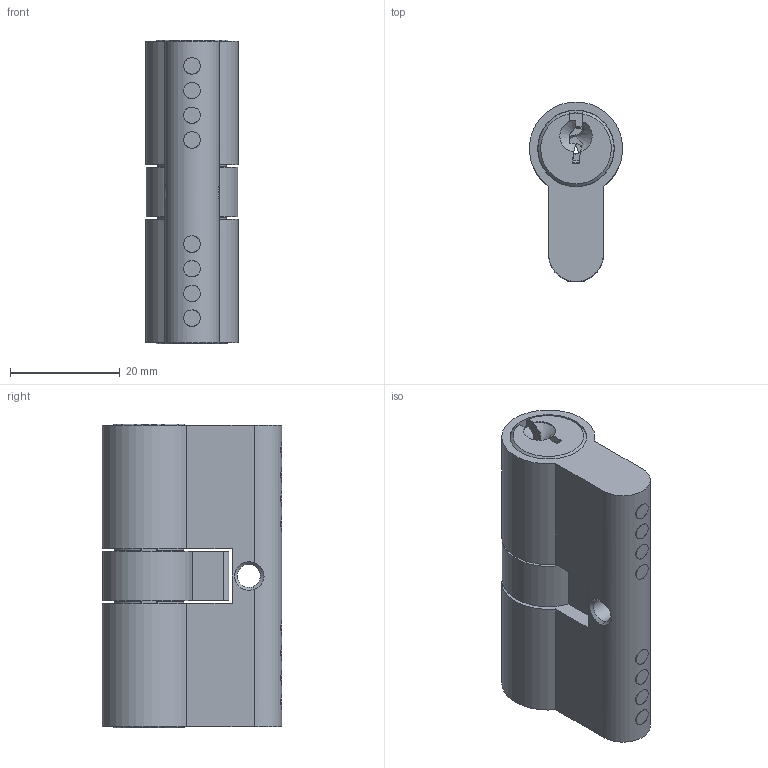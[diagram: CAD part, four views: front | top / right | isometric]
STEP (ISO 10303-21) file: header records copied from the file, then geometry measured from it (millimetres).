
FILE_DESCRIPTION (( 'STEP AP203' ), '1' );
FILE_NAME ('8595-55.step', '2019-11-29T07:57:28', ( '' ), ( '' ), 'SwSTEP 2.0', 'SolidWorks 2015', '' );
FILE_SCHEMA (( 'CONFIG_CONTROL_DESIGN' ));
Length unit declared in the file: millimetre
Products named in the file (23): 8590-XX Teil3; 8590-XX Teil6; 8590-XX Teil6_8590-XX Teil6; 8590-XX Teil4; 8590-XX Teil4_8590-XX Teil4; 8590-XX Teil5; 8595-55; 8590-XX Teil5_8590-XX Teil5; 8590-XX Teil1; 8590-XX Teil2; 8590-XX Teil3_8590-XX Teil3; 8590-XX Teil1_8590-55 Teil1; 8590-XX Teil2_8590-55 Teil2
Assembly tree (16 placements, depth 2):
  8590-XX Teil3
  8590-XX Teil6
  8590-XX Teil6
  8590-XX Teil6
  8590-XX Teil6
Bounding box: 16.95 x 32.72 x 55.4 mm (x, y, z)
Volume: 17780.7 mm3; surface area: 14358.3 mm2
Topology: 15 solids, 15 shells, 447 faces, 1178 edges, 771 vertices
Faces by surface type: plane 242, bspline 108, cylinder 83, cone 12, torus 2
Full cylindrical faces by diameter (mm): 1.95 x1, 3 x27, 4.2 x1, 4.35 x2, 13 x2, 14 x2
Entity records: 20584 total; most frequent: CARTESIAN_POINT 10361, ORIENTED_EDGE 1814, DIRECTION 1293, EDGE_CURVE 907, VERTEX_POINT 612, VECTOR 549, LINE 549, EDGE_LOOP 431
